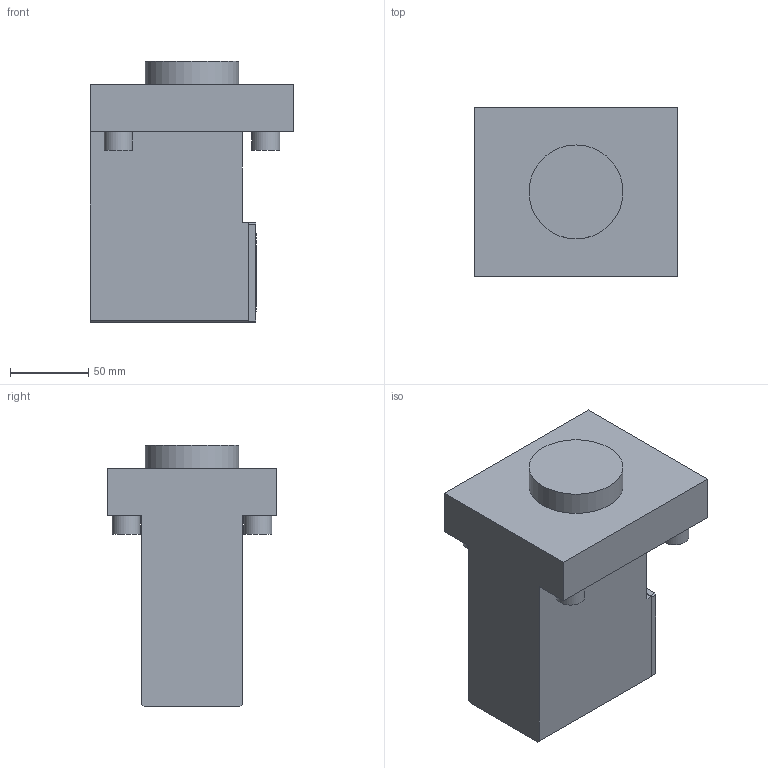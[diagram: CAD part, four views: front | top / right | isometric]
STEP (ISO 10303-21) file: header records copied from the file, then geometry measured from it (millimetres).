
FILE_DESCRIPTION(/* description */ (''),/* implementation_level */ '2;1');
FILE_NAME(/* name */ '1525402916700.stp',/* time_stamp */ '2018-05-04T08:32:23+05:00',/* author */ (''),/* organization */ ('SMS'),/* preprocessor_version */ 'ST-DEVELOPER v15',/* originating_system */ 'SIEMENS PLM Software NX 8.5',/* authorisation */ '');
FILE_SCHEMA (('AUTOMOTIVE_DESIGN { 1 0 10303 214 3 1 1 1 }'));
Length unit declared in the file: millimetre
Products named in the file (1): 201596814mod000_00
Bounding box: 130 x 108 x 167 mm (x, y, z)
Volume: 1240207 mm3; surface area: 92470 mm2
Topology: 1 solids, 1 shells, 46 faces, 108 edges, 77 vertices
Faces by surface type: plane 32, cylinder 8, cone 6
Full cylindrical faces by diameter (mm): 3 x1, 18 x4, 39.2 x1, 50.013 x1, 59.9 x1
Entity records: 1357 total; most frequent: CARTESIAN_POINT 272, DIRECTION 220, ORIENTED_EDGE 188, EDGE_CURVE 94, AXIS2_PLACEMENT_3D 77, VERTEX_POINT 68, LINE 66, VECTOR 66
